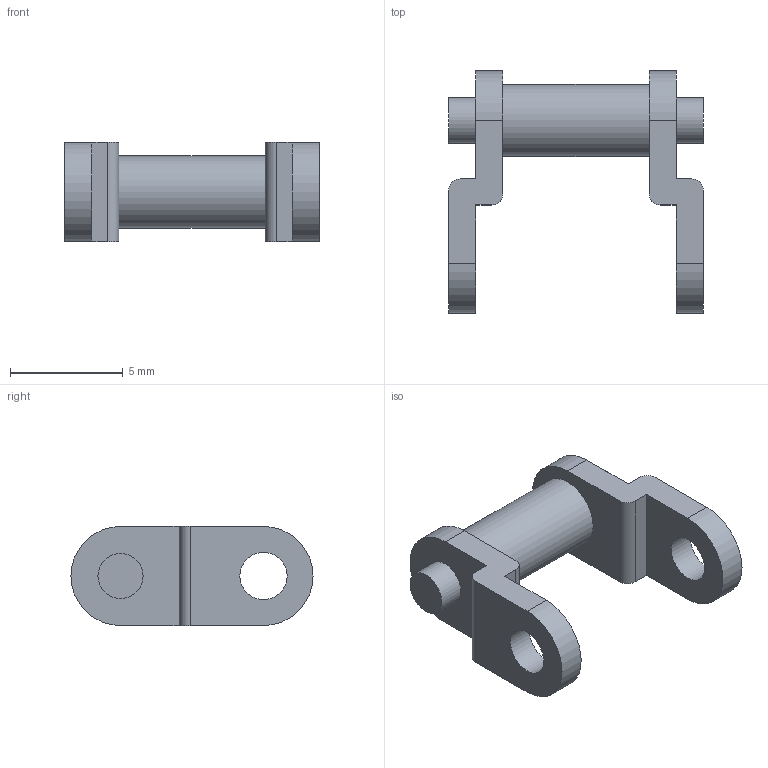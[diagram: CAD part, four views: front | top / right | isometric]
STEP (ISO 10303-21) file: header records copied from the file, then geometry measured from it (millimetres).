
FILE_DESCRIPTION((''),'2;1');
FILE_NAME('228-2534-001.stp','2014-01-15T17:33:11',('jessica_knerr'),(''),'Autodesk Inventor 2013','Autodesk Inventor 2013','');
FILE_SCHEMA(('AUTOMOTIVE_DESIGN { 1 0 10303 214 1 1 1 1 }'));
Length unit declared in the file: millimetre
Products named in the file (1): 228-2534-001
Bounding box: 11.3 x 10.75 x 4.4 mm (x, y, z)
Volume: 166.3 mm3; surface area: 325 mm2
Topology: 1 solids, 1 shells, 31 faces, 75 edges, 50 vertices
Faces by surface type: plane 18, cylinder 13
Full cylindrical faces by diameter (mm): 2 x2, 2.1 x2, 3.2 x1
Entity records: 924 total; most frequent: DIRECTION 160, CARTESIAN_POINT 152, ORIENTED_EDGE 140, EDGE_CURVE 70, AXIS2_PLACEMENT_3D 58, VERTEX_POINT 50, EDGE_LOOP 44, VECTOR 44
